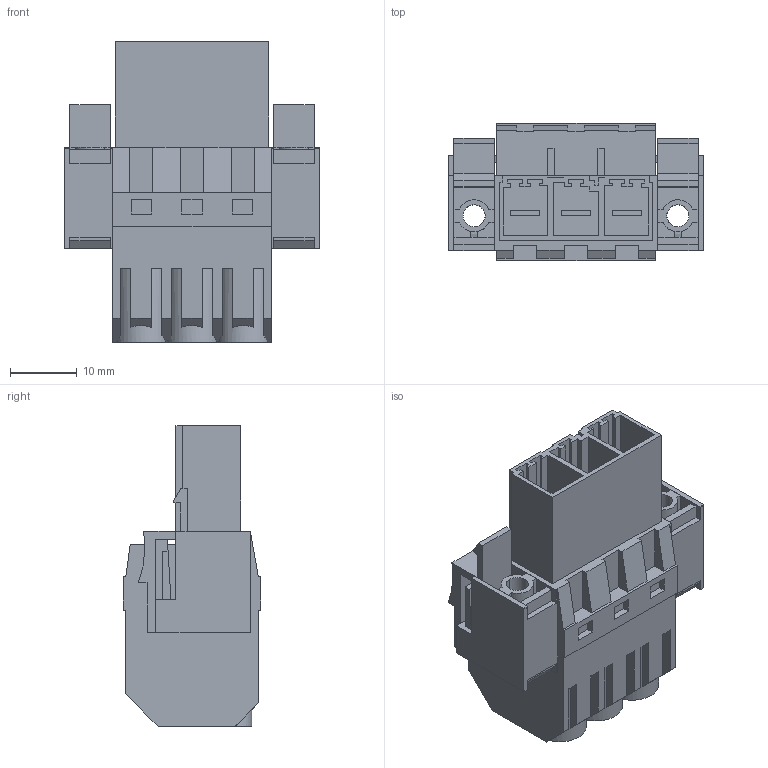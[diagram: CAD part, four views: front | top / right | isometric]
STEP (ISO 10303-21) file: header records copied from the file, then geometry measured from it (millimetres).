
FILE_DESCRIPTION(('CATIA V5 STEP Exchange','CAx-IF Rec.Pracs.--- Model Styling and Organization---1.4--- 2014-01-23'),'2;1');
FILE_NAME ('D1448673_1_1124760000_1124760000.stp','2022-10-14T09:52:30+00:00',('none'),('Weidmueller'),'CATIA Version 5-6 Release 2016 SP3 HF44','CATIA V5 STEP AP214','none');
FILE_SCHEMA(('AUTOMOTIVE_DESIGN { 1 0 10303 214 1 1 1 1 }'));
Length unit declared in the file: millimetre
Products named in the file (1): 1124760000
Bounding box: 38.1 x 20.6 x 45.01 mm (x, y, z)
Volume: 13868.5 mm3; surface area: 12246.4 mm2
Topology: 6 solids, 6 shells, 434 faces, 1228 edges, 821 vertices
Faces by surface type: plane 409, cylinder 25
Entity records: 13547 total; most frequent: CARTESIAN_POINT 2577, ORIENTED_EDGE 2456, DIRECTION 1850, EDGE_CURVE 1228, VECTOR 1162, LINE 1162, VERTEX_POINT 821, EDGE_LOOP 457
